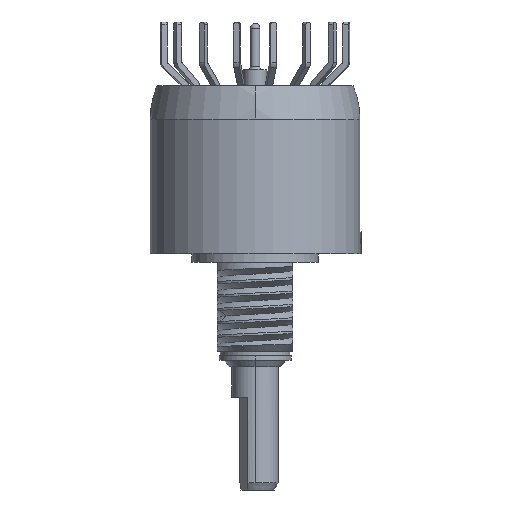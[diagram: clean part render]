
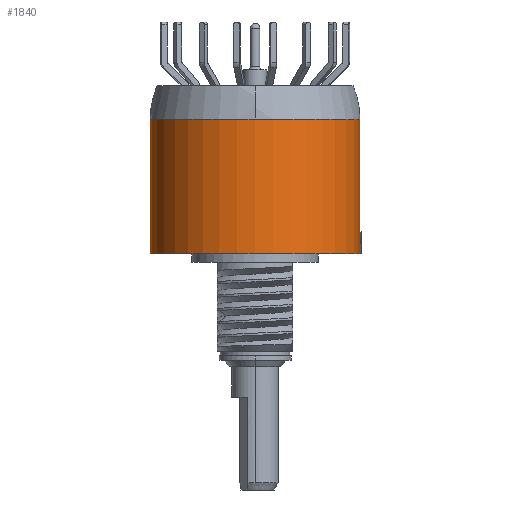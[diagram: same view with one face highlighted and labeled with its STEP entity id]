
A CAD part, front view. The second image highlights one B-rep face of the part: STEP entity #1840.
In plain terms, the highlighted cylindrical face has radius 7.163 mm (diameter 14.326 mm), a partial arc.
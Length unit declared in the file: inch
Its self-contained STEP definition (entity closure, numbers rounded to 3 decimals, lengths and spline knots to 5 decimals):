
#224=CARTESIAN_POINT('',(0.,0.,0.295));
#225=DIRECTION('',(0.,0.,-1.));
#226=DIRECTION('',(0.,-1.,0.));
#227=AXIS2_PLACEMENT_3D('',#224,#225,#226);
#229=CARTESIAN_POINT('',(0.,0.,0.295));
#230=DIRECTION('',(0.,0.,-1.));
#231=DIRECTION('',(1.,0.,0.));
#232=AXIS2_PLACEMENT_3D('',#229,#230,#231);
#234=DIRECTION('',(0.,0.,-1.));
#235=VECTOR('',#234,0.06);
#236=CARTESIAN_POINT('',(0.282,0.,-0.008));
#237=LINE('',#236,#235);
#248=DIRECTION('',(0.,0.,-1.));
#249=VECTOR('',#248,0.363);
#250=CARTESIAN_POINT('',(-0.282,0.,0.295));
#251=LINE('',#250,#249);
#257=DIRECTION('',(0.,0.,-1.));
#258=VECTOR('',#257,0.303);
#259=CARTESIAN_POINT('',(0.282,0.,0.295));
#260=LINE('',#259,#258);
#331=CARTESIAN_POINT('',(0.,0.,-0.068));
#332=DIRECTION('',(0.,0.,-1.));
#333=DIRECTION('',(1.,0.,0.));
#334=AXIS2_PLACEMENT_3D('',#331,#332,#333);
#1781=CARTESIAN_POINT('',(0.282,0.,-0.008));
#1782=CARTESIAN_POINT('',(0.282,0.,-0.068));
#1783=VERTEX_POINT('',#1781);
#1784=VERTEX_POINT('',#1782);
#1786=CARTESIAN_POINT('',(-0.282,0.,-0.068));
#1787=VERTEX_POINT('',#1786);
#1807=CARTESIAN_POINT('',(0.282,0.,0.295));
#1809=VERTEX_POINT('',#1807);
#1811=CARTESIAN_POINT('',(-0.282,0.,0.295));
#1812=VERTEX_POINT('',#1811);
#1813=CARTESIAN_POINT('',(0.,-0.282,0.295));
#1814=VERTEX_POINT('',#1813);
#1821=CARTESIAN_POINT('',(0.,0.,0.42075));
#1822=DIRECTION('',(0.,0.,-1.));
#1823=DIRECTION('',(1.,0.,0.));
#1824=AXIS2_PLACEMENT_3D('',#1821,#1822,#1823);
#1825=CYLINDRICAL_SURFACE('',#1824,0.282);
#1827=ORIENTED_EDGE('',*,*,#1826,.F.);
#1829=ORIENTED_EDGE('',*,*,#1828,.F.);
#1831=ORIENTED_EDGE('',*,*,#1830,.F.);
#1833=ORIENTED_EDGE('',*,*,#1832,.T.);
#1835=ORIENTED_EDGE('',*,*,#1834,.T.);
#1837=ORIENTED_EDGE('',*,*,#1836,.T.);
#1838=EDGE_LOOP('',(#1827,#1829,#1831,#1833,#1835,#1837));
#1839=FACE_OUTER_BOUND('',#1838,.F.);
#1840=ADVANCED_FACE('',(#1839),#1825,.T.);
#228=CIRCLE('',#227,0.282);
#233=CIRCLE('',#232,0.282);
#335=CIRCLE('',#334,0.282);
#1826=EDGE_CURVE('',#1812,#1787,#251,.T.);
#1828=EDGE_CURVE('',#1814,#1812,#228,.T.);
#1830=EDGE_CURVE('',#1809,#1814,#233,.T.);
#1832=EDGE_CURVE('',#1809,#1783,#260,.T.);
#1834=EDGE_CURVE('',#1783,#1784,#237,.T.);
#1836=EDGE_CURVE('',#1784,#1787,#335,.T.);
